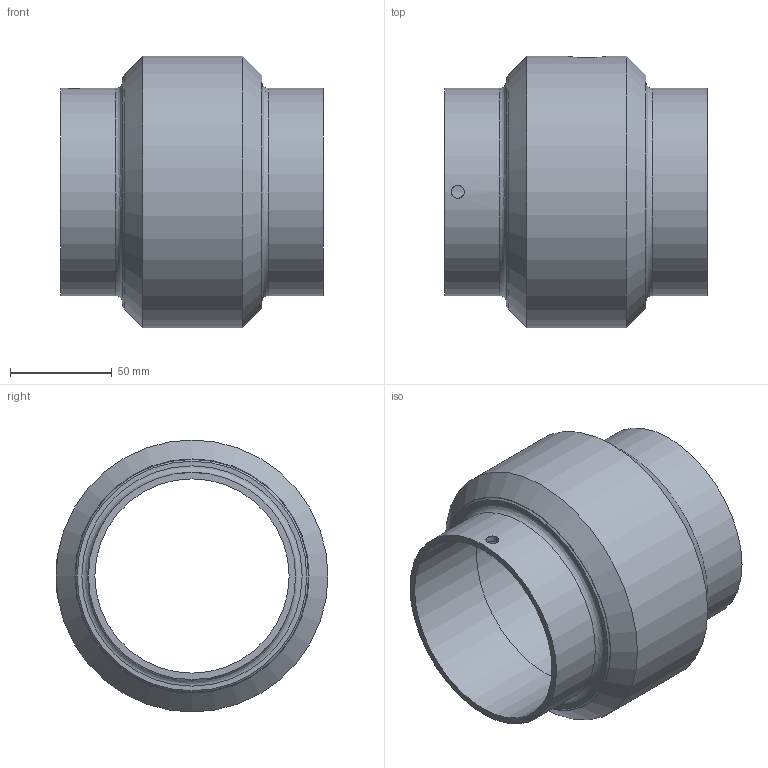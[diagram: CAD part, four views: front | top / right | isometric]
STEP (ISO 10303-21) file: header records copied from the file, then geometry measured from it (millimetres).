
FILE_DESCRIPTION((''),'2;1');
FILE_NAME('130400-3D.stp','2010-05-27T10:49:29',('michael witt'),(''),'Autodesk Inventor 2010','Autodesk Inventor 2010','');
FILE_SCHEMA(('AUTOMOTIVE_DESIGN { 1 0 10303 214 1 1 1 1 }'));
Length unit declared in the file: inch
Products named in the file (3): Assembly7; Part26; Part28
Assembly tree (2 placements, depth 2):
  Assembly7
    Part26
    Part28
Bounding box: 128.59 x 133.35 x 133.35 mm (x, y, z)
Volume: 483014.8 mm3; surface area: 109478.9 mm2
Topology: 2 solids, 2 shells, 25 faces, 53 edges, 33 vertices
Faces by surface type: cylinder 10, plane 9, cone 4, bspline 2
Full cylindrical faces by diameter (mm): 6.35 x1, 95.25 x2, 101.6 x2, 114.3 x2, 133.35 x1
Entity records: 882 total; most frequent: CARTESIAN_POINT 322, DIRECTION 106, ORIENTED_EDGE 70, AXIS2_PLACEMENT_3D 51, EDGE_LOOP 50, EDGE_CURVE 35, VERTEX_POINT 31, FACE_OUTER_BOUND 25
